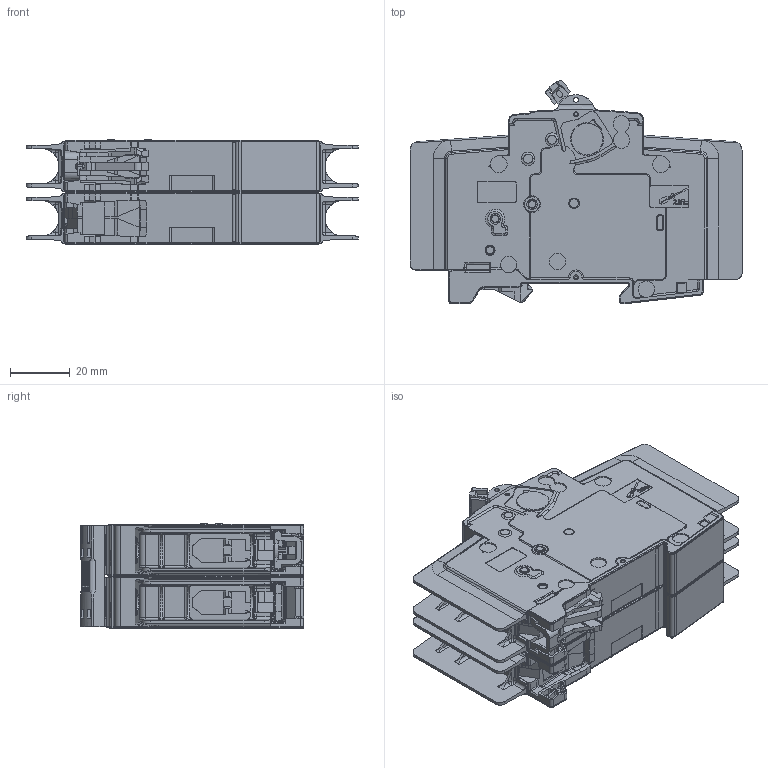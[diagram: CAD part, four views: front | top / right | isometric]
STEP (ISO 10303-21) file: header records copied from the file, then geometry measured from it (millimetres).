
FILE_DESCRIPTION((''),'2;1');
FILE_NAME('2CDS272637_SW0001','2013-09-09T',('DEX214786'),(''),'PRO/ENGINEER BY PARAMETRIC TECHNOLOGY CORPORATION, 2011310','PRO/ENGINEER BY PARAMETRIC TECHNOLOGY CORPORATION, 2011310','');
FILE_SCHEMA(('AUTOMOTIVE_DESIGN_CC2 { 1 2 10303 214 -1 1 5 2 }'));
Products named in the file (1): 2CDS272637_SW0001
Bounding box: 111 x 74.64 x 35 mm (x, y, z)
Volume: 160642.4 mm3; surface area: 51024.1 mm2
Topology: 1 solids, 1 shells, 5165 faces, 14031 edges, 8950 vertices
Faces by surface type: plane 2838, cylinder 1423, bspline 384, torus 238, cone 192, sphere 84, extrusion 6
Entity records: 235199 total; most frequent: CARTESIAN_POINT 64677, ORIENTED_EDGE 28046, DIRECTION 24699, EDGE_CURVE 14023, VECTOR 9251, LINE 9245, VERTEX_POINT 8950, AXIS2_PLACEMENT_3D 7724
